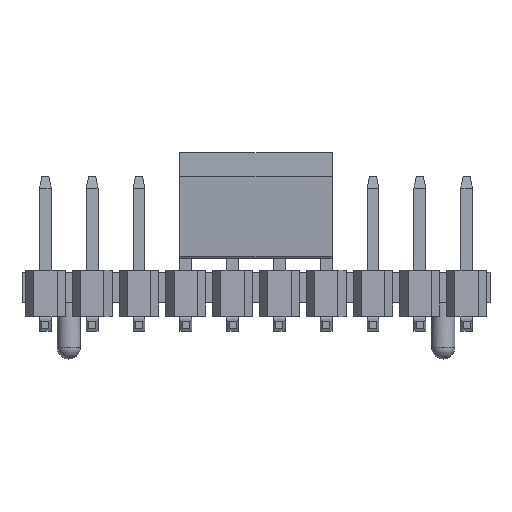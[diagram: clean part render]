
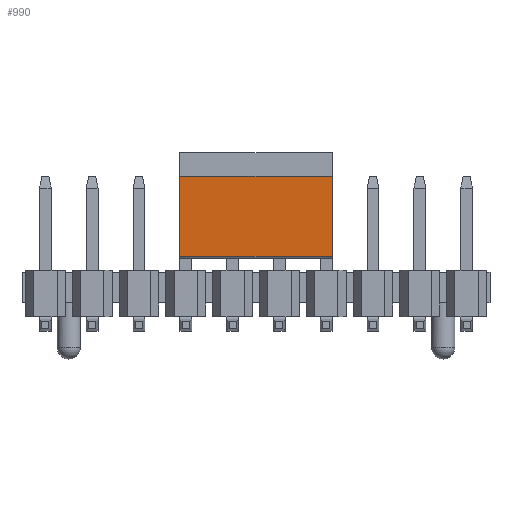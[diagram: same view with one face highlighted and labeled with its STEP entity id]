
A CAD part, top view. The second image highlights one B-rep face of the part: STEP entity #990.
In plain terms, the highlighted planar face has unit normal (0, -0.07, 0.998).
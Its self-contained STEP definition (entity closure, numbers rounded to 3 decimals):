
#231=CARTESIAN_POINT('',(5.75,2.593,2.112));
#232=VERTEX_POINT('',#231);
#240=CARTESIAN_POINT('',(5.75,6.,2.35));
#241=VERTEX_POINT('',#240);
#242=CARTESIAN_POINT('',(5.75,2.593,2.112));
#243=DIRECTION('',(0.,0.998,0.07));
#244=VECTOR('',#243,3.415);
#245=LINE('',#242,#244);
#246=EDGE_CURVE('',#232,#241,#245,.T.);
#948=CARTESIAN_POINT('',(12.25,2.593,2.112));
#949=VERTEX_POINT('',#948);
#957=CARTESIAN_POINT('',(5.75,2.593,2.112));
#958=DIRECTION('',(1.,0.,0.));
#959=VECTOR('',#958,6.5);
#960=LINE('',#957,#959);
#961=EDGE_CURVE('',#232,#949,#960,.T.);
#967=CARTESIAN_POINT('',(5.75,6.,2.35));
#968=DIRECTION('',(0.,-0.998,-0.07));
#969=DIRECTION('',(0.,-0.07,0.998));
#970=AXIS2_PLACEMENT_3D('',#967,#969,#968);
#971=PLANE('',#970);
#972=ORIENTED_EDGE('',*,*,#246,.F.);
#973=ORIENTED_EDGE('',*,*,#961,.T.);
#974=CARTESIAN_POINT('',(12.25,6.,2.35));
#975=VERTEX_POINT('',#974);
#976=CARTESIAN_POINT('',(12.25,2.593,2.112));
#977=DIRECTION('',(0.,0.998,0.07));
#978=VECTOR('',#977,3.415);
#979=LINE('',#976,#978);
#980=EDGE_CURVE('',#949,#975,#979,.T.);
#981=ORIENTED_EDGE('',*,*,#980,.T.);
#982=CARTESIAN_POINT('',(5.75,6.,2.35));
#983=DIRECTION('',(1.,0.,0.));
#984=VECTOR('',#983,6.5);
#985=LINE('',#982,#984);
#986=EDGE_CURVE('',#241,#975,#985,.T.);
#987=ORIENTED_EDGE('',*,*,#986,.F.);
#988=EDGE_LOOP('',(#972,#973,#981,#987));
#989=FACE_OUTER_BOUND('',#988,.T.);
#990=ADVANCED_FACE('',(#989),#971,.T.);
